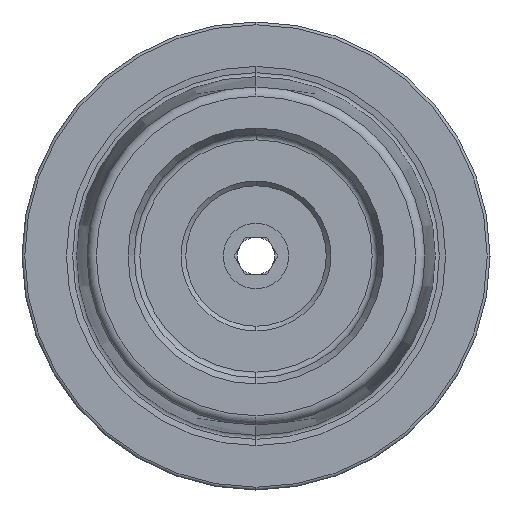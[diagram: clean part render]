
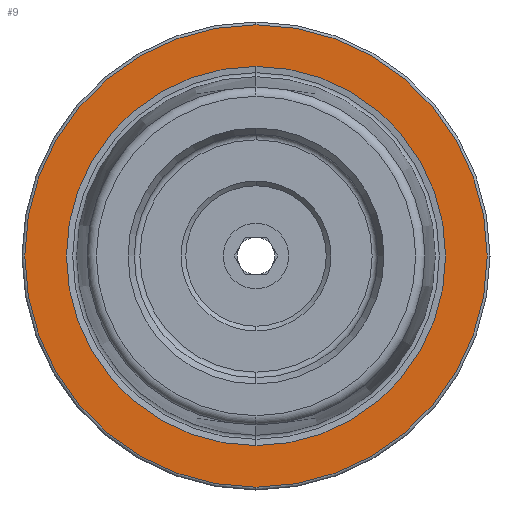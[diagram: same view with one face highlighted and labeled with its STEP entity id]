
A CAD part, left-side view. The second image highlights one B-rep face of the part: STEP entity #9.
In plain terms, the highlighted planar face has unit normal (-1, 0, 0).
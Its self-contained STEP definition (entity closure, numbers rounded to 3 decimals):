
#9 = ADVANCED_FACE ( 'NONE', ( #1730, #1733 ), #3848, .F. ) ;
#973 = CIRCLE ( 'NONE', #2976, 20.258 ) ;
#1133 = CIRCLE ( 'NONE', #2981, 24.7 ) ;
#1207 = EDGE_CURVE ( 'NONE', #3312, #3332, #1133, .T. ) ;
#1213 = EDGE_CURVE ( 'NONE', #3337, #3307, #973, .T. ) ;
#1476 = CIRCLE ( 'NONE', #2859, 24.7 ) ;
#1478 = CIRCLE ( 'NONE', #2858, 20.258 ) ;
#1730 = FACE_BOUND ( 'NONE', #2491, .T. ) ;
#1733 = FACE_OUTER_BOUND ( 'NONE', #2487, .T. ) ;
#1988 = DIRECTION ( 'NONE',  ( 0., 0., 1. ) ) ;
#1989 = DIRECTION ( 'NONE',  ( -1., 0., 0. ) ) ;
#1990 = CARTESIAN_POINT ( 'NONE',  ( 0., 0., 0. ) ) ;
#2006 = DIRECTION ( 'NONE',  ( 0., 0., 1. ) ) ;
#2007 = DIRECTION ( 'NONE',  ( -1., 0., 0. ) ) ;
#2008 = CARTESIAN_POINT ( 'NONE',  ( 0., 0., 0. ) ) ;
#2352 = ORIENTED_EDGE ( 'NONE', *, *, #3248, .F. ) ;
#2353 = ORIENTED_EDGE ( 'NONE', *, *, #1213, .F. ) ;
#2354 = ORIENTED_EDGE ( 'NONE', *, *, #1207, .T. ) ;
#2355 = ORIENTED_EDGE ( 'NONE', *, *, #3247, .T. ) ;
#2487 = EDGE_LOOP ( 'NONE', ( #2354, #2355 ) ) ;
#2491 = EDGE_LOOP ( 'NONE', ( #2352, #2353 ) ) ;
#2858 = AXIS2_PLACEMENT_3D ( 'NONE', #3796, #3773, #3772 ) ;
#2859 = AXIS2_PLACEMENT_3D ( 'NONE', #3834, #3830, #3824 ) ;
#2976 = AXIS2_PLACEMENT_3D ( 'NONE', #1990, #1989, #1988 ) ;
#2981 = AXIS2_PLACEMENT_3D ( 'NONE', #2008, #2007, #2006 ) ;
#3247 = EDGE_CURVE ( 'NONE', #3332, #3312, #1476, .T. ) ;
#3248 = EDGE_CURVE ( 'NONE', #3307, #3337, #1478, .T. ) ;
#3307 = VERTEX_POINT ( 'NONE', #3883 ) ;
#3312 = VERTEX_POINT ( 'NONE', #3877 ) ;
#3332 = VERTEX_POINT ( 'NONE', #3840 ) ;
#3337 = VERTEX_POINT ( 'NONE', #3833 ) ;
#3772 = DIRECTION ( 'NONE',  ( 0., 0., 1. ) ) ;
#3773 = DIRECTION ( 'NONE',  ( -1., 0., 0. ) ) ;
#3793 = DIRECTION ( 'NONE',  ( 0., 0., -1. ) ) ;
#3796 = CARTESIAN_POINT ( 'NONE',  ( 0., 0., 0. ) ) ;
#3819 = CARTESIAN_POINT ( 'NONE',  ( 0., 24.7, 0. ) ) ;
#3824 = DIRECTION ( 'NONE',  ( 0., 0., 1. ) ) ;
#3825 = DIRECTION ( 'NONE',  ( 1., 0., 0. ) ) ;
#3830 = DIRECTION ( 'NONE',  ( -1., 0., 0. ) ) ;
#3833 = CARTESIAN_POINT ( 'NONE',  ( 0., 0., -20.258 ) ) ;
#3834 = CARTESIAN_POINT ( 'NONE',  ( 0., 0., 0. ) ) ;
#3840 = CARTESIAN_POINT ( 'NONE',  ( 0., 0., -24.7 ) ) ;
#3848 = PLANE ( 'NONE',  #4135 ) ;
#3877 = CARTESIAN_POINT ( 'NONE',  ( 0., 0., 24.7 ) ) ;
#3883 = CARTESIAN_POINT ( 'NONE',  ( 0., 0., 20.258 ) ) ;
#4135 = AXIS2_PLACEMENT_3D ( 'NONE', #3819, #3825, #3793 ) ;
